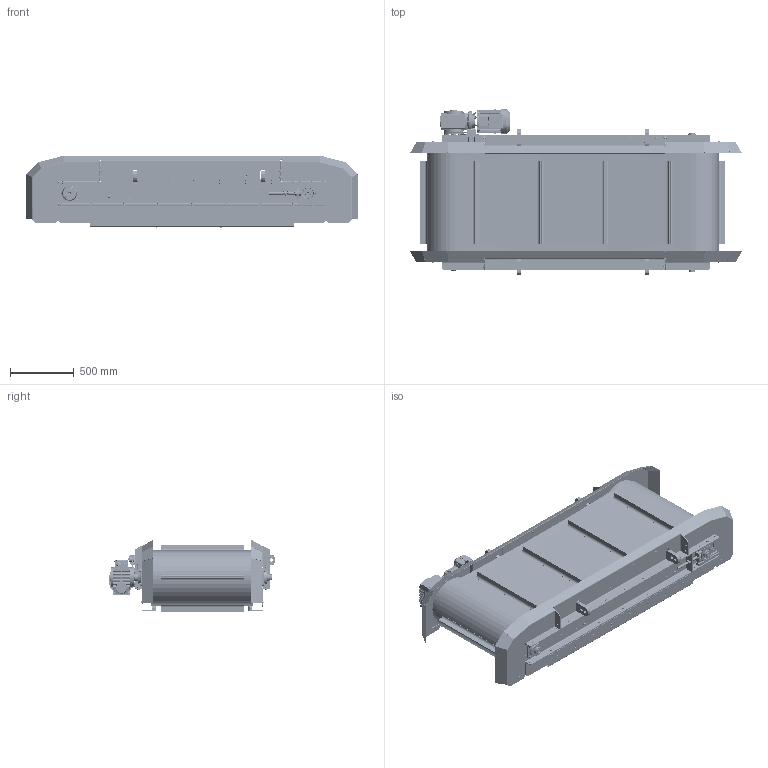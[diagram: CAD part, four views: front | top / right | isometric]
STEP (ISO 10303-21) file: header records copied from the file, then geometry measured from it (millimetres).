
FILE_DESCRIPTION(/* description */ (''),/* implementation_level */ '2;1');
FILE_NAME(/* name */ 'ROFC100341.stp',/* time_stamp */ '2022-05-04T11:31:20+02:00',/* author */ ('PH'),/* organization */ (''),/* preprocessor_version */ 'ST-DEVELOPER v18.1',/* originating_system */ 'Autodesk Inventor 2021',/* authorisation */ '');
FILE_SCHEMA (('CONFIG_CONTROL_DESIGN','AUTOMOTIVE_DESIGN { 1 0 10303 214 3 1 1 }'));
Length unit declared in the file: millimetre
Products named in the file (1): Součást1
Bounding box: 2604 x 1306 x 568.96 mm (x, y, z)
Volume: 160806600.2 mm3; surface area: 27424143.2 mm2
Topology: 22 solids, 142 shells, 8301 faces, 19524 edges, 12355 vertices
Faces by surface type: plane 4474, cylinder 2330, cone 1313, torus 75, bspline 71, sphere 38
Full cylindrical faces by diameter (mm): 1 x8, 3 x4, 5 x4, 6 x60, 6.4 x6, 6.647 x2, 7 x64, 7.323 x70, 8 x135, 8.376 x12, 8.4 x109, 8.5 x32, 8.57 x4, 9 x21, 9.188 x17, 9.7 x4, 10 x47, 10.4 x1, 10.5 x17, 11 x9, 11.053 x26, 11.4 x70, 12 x111, 13 x45, 13.5 x8, 13.835 x10, 14 x52, 14.5 x8, 15.4 x15, 16 x117
Entity records: 248972 total; most frequent: CARTESIAN_POINT 50885, DIRECTION 40185, ORIENTED_EDGE 38984, EDGE_CURVE 19492, AXIS2_PLACEMENT_3D 15185, VERTEX_POINT 12403, LINE 9815, VECTOR 9815
